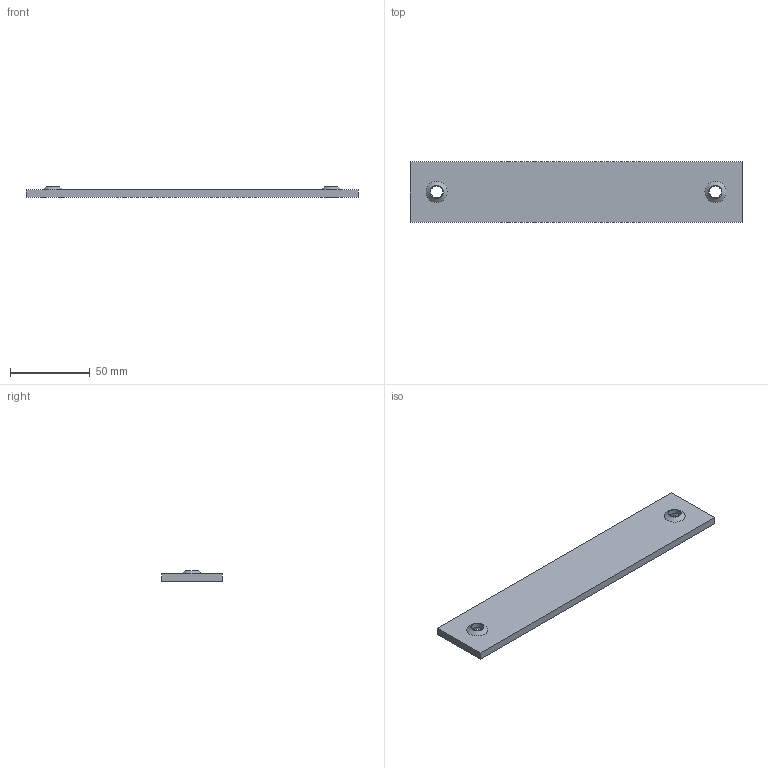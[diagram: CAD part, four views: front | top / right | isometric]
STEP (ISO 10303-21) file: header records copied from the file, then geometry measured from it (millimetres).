
FILE_DESCRIPTION (( 'STEP AP214' ), '1' );
FILE_NAME ('14S10.STEP', '2019-09-13T17:42:53', ( '' ), ( '' ), 'SwSTEP 2.0', 'SolidWorks 2018', '' );
FILE_SCHEMA (( 'AUTOMOTIVE_DESIGN' ));
Length unit declared in the file: inch
Products named in the file (1): 14S10
Bounding box: 207.95 x 38.1 x 6.86 mm (x, y, z)
Volume: 37204.6 mm3; surface area: 18330.8 mm2
Topology: 1 solids, 1 shells, 14 faces, 31 edges, 21 vertices
Faces by surface type: plane 8, cone 4, cylinder 2
Full cylindrical faces by diameter (mm): 7.518 x2
Entity records: 566 total; most frequent: DIRECTION 62, CARTESIAN_POINT 55, ORIENTED_EDGE 44, EDGE_LOOP 26, AXIS2_PLACEMENT_3D 25, EDGE_CURVE 22, VERTEX_POINT 18, UNCERTAINTY_MEASURE_WITH_UNIT 17
